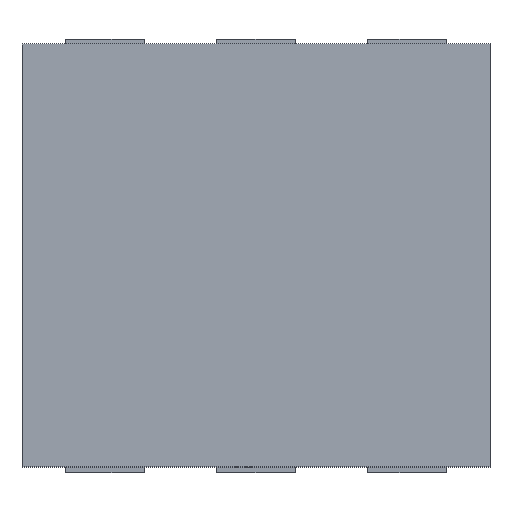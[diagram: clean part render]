
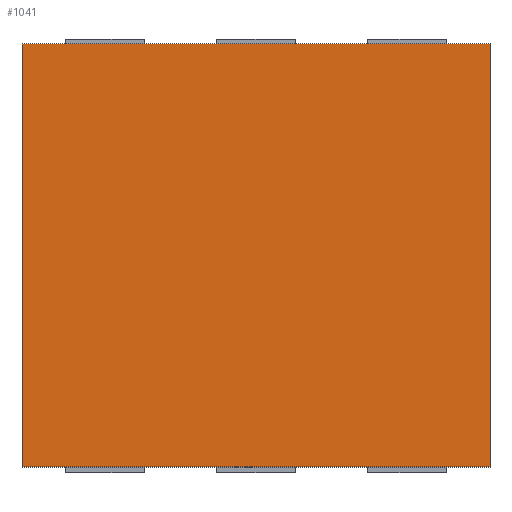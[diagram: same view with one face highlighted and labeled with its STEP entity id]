
A CAD part, top view. The second image highlights one B-rep face of the part: STEP entity #1041.
In plain terms, the highlighted planar face has unit normal (0, 0, 1).
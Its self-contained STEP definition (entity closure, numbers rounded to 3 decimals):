
#37 = VECTOR ( 'NONE', #695, 1000. ) ;
#94 = CARTESIAN_POINT ( 'NONE',  ( -3.935, -3.555, 5.82 ) ) ;
#100 = DIRECTION ( 'NONE',  ( 0., -1., 0. ) ) ;
#110 = VERTEX_POINT ( 'NONE', #744 ) ;
#115 = CARTESIAN_POINT ( 'NONE',  ( -3.935, -3.555, 5.82 ) ) ;
#119 = CARTESIAN_POINT ( 'NONE',  ( -3.935, 3.555, 5.82 ) ) ;
#188 = EDGE_CURVE ( 'NONE', #263, #110, #399, .T. ) ;
#228 = VECTOR ( 'NONE', #364, 1000. ) ;
#255 = EDGE_CURVE ( 'NONE', #110, #597, #972, .T. ) ;
#263 = VERTEX_POINT ( 'NONE', #1062 ) ;
#340 = EDGE_LOOP ( 'NONE', ( #592, #795, #714, #586 ) ) ;
#364 = DIRECTION ( 'NONE',  ( -1., 0., 0. ) ) ;
#373 = LINE ( 'NONE', #966, #228 ) ;
#399 = LINE ( 'NONE', #119, #622 ) ;
#449 = VERTEX_POINT ( 'NONE', #115 ) ;
#466 = DIRECTION ( 'NONE',  ( 0., 1., 0. ) ) ;
#586 = ORIENTED_EDGE ( 'NONE', *, *, #188, .F. ) ;
#592 = ORIENTED_EDGE ( 'NONE', *, *, #955, .F. ) ;
#597 = VERTEX_POINT ( 'NONE', #757 ) ;
#620 = CARTESIAN_POINT ( 'NONE',  ( 3.935, 3.555, 5.82 ) ) ;
#622 = VECTOR ( 'NONE', #658, 1000. ) ;
#658 = DIRECTION ( 'NONE',  ( 1., 0., 0. ) ) ;
#695 = DIRECTION ( 'NONE',  ( 0., -1., 0. ) ) ;
#714 = ORIENTED_EDGE ( 'NONE', *, *, #255, .F. ) ;
#718 = PLANE ( 'NONE',  #1003 ) ;
#744 = CARTESIAN_POINT ( 'NONE',  ( 3.935, 3.555, 5.82 ) ) ;
#757 = CARTESIAN_POINT ( 'NONE',  ( 3.935, -3.555, 5.82 ) ) ;
#787 = LINE ( 'NONE', #94, #943 ) ;
#793 = DIRECTION ( 'NONE',  ( 0., 0., -1. ) ) ;
#795 = ORIENTED_EDGE ( 'NONE', *, *, #975, .F. ) ;
#881 = FACE_OUTER_BOUND ( 'NONE', #340, .T. ) ;
#887 = CARTESIAN_POINT ( 'NONE',  ( 0., 0., 5.82 ) ) ;
#943 = VECTOR ( 'NONE', #466, 1000. ) ;
#955 = EDGE_CURVE ( 'NONE', #449, #263, #787, .T. ) ;
#966 = CARTESIAN_POINT ( 'NONE',  ( 3.935, -3.555, 5.82 ) ) ;
#972 = LINE ( 'NONE', #620, #37 ) ;
#975 = EDGE_CURVE ( 'NONE', #597, #449, #373, .T. ) ;
#1003 = AXIS2_PLACEMENT_3D ( 'NONE', #887, #793, #100 ) ;
#1041 = ADVANCED_FACE ( 'NONE', ( #881 ), #718, .F. ) ;
#1062 = CARTESIAN_POINT ( 'NONE',  ( -3.935, 3.555, 5.82 ) ) ;
